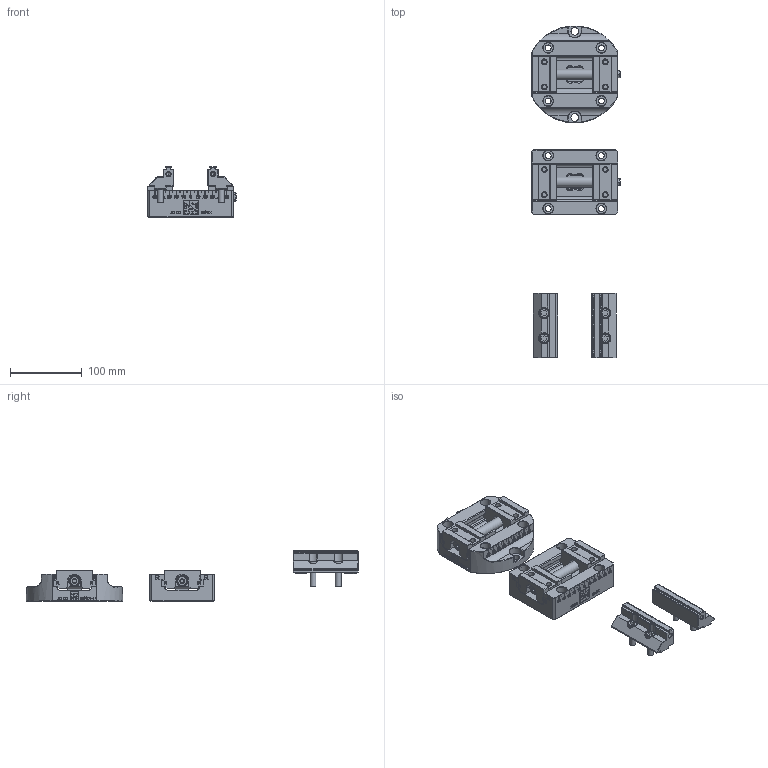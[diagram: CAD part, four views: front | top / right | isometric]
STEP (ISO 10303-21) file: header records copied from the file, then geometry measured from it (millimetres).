
FILE_DESCRIPTION(/* description */ (''),/* implementation_level */ '2;1');
FILE_NAME(/* name */ '',/* time_stamp */ '2023-11-06T16:10:20+08:00',/* author */ (''),/* organization */ (''),/* preprocessor_version */ 'ST-DEVELOPER v11',/* originating_system */ 'SIEMENS PLM Software NX 7.0',/* authorisation */ '');
FILE_SCHEMA (('CONFIG_CONTROL_DESIGN'));
Products named in the file (1): AdmiE587ldzm
Bounding box: 123.5 x 462.41 x 70 mm (x, y, z)
Volume: 835819.5 mm3; surface area: 186410.2 mm2
Topology: 12 solids, 12 shells, 3278 faces, 8560 edges, 5594 vertices
Faces by surface type: plane 2326, extrusion 342, cylinder 336, cone 248, bspline 18, torus 8
Full cylindrical faces by diameter (mm): 5 x4, 6 x12, 6.7 x8, 8 x20, 8.5 x6, 10.5 x2, 10.6 x4, 12 x8, 13 x4, 14 x16
Entity records: 109157 total; most frequent: CARTESIAN_POINT 31068, ORIENTED_EDGE 16680, DIRECTION 14230, EDGE_CURVE 8340, VECTOR 6532, LINE 6190, VERTEX_POINT 5540, AXIS2_PLACEMENT_3D 3849
